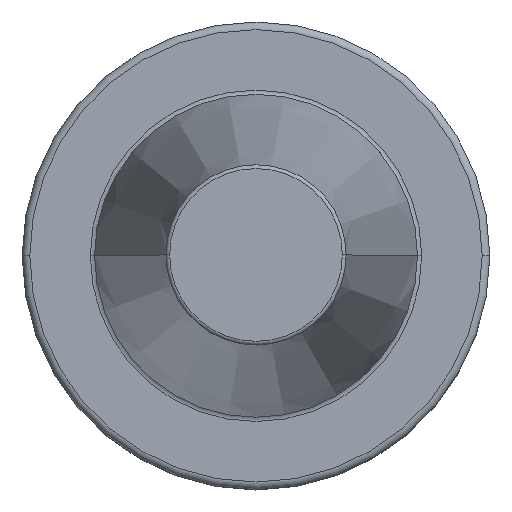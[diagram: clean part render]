
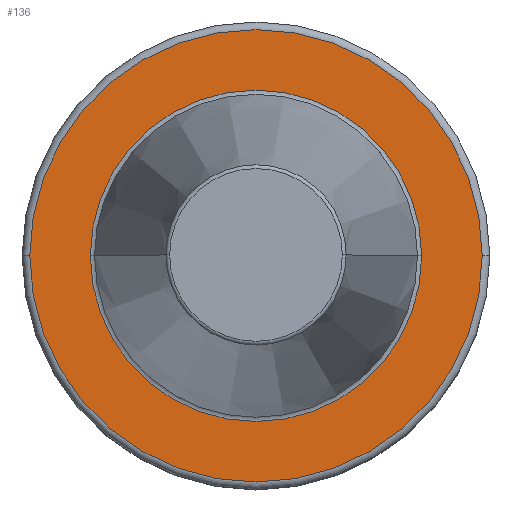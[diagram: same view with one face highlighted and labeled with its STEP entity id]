
A CAD part, top view. The second image highlights one B-rep face of the part: STEP entity #136.
In plain terms, the highlighted planar face has unit normal (0, 0, 1).
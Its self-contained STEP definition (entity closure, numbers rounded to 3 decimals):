
#39=FACE_BOUND('',#227,.T.);
#40=FACE_BOUND('',#228,.T.);
#44=PLANE('',#678);
#136=ADVANCED_FACE('',(#39,#40),#44,.F.);
#227=EDGE_LOOP('',(#355,#356));
#228=EDGE_LOOP('',(#357,#358));
#355=ORIENTED_EDGE('',*,*,#501,.T.);
#356=ORIENTED_EDGE('',*,*,#441,.T.);
#357=ORIENTED_EDGE('',*,*,#502,.F.);
#358=ORIENTED_EDGE('',*,*,#458,.F.);
#397=VERTEX_POINT('',#938);
#398=VERTEX_POINT('',#939);
#409=VERTEX_POINT('',#971);
#410=VERTEX_POINT('',#973);
#441=EDGE_CURVE('',#397,#398,#517,.T.);
#458=EDGE_CURVE('',#409,#410,#528,.T.);
#501=EDGE_CURVE('',#398,#397,#557,.T.);
#502=EDGE_CURVE('',#410,#409,#558,.T.);
#517=CIRCLE('',#609,22.24);
#528=CIRCLE('',#625,16.291);
#557=CIRCLE('',#676,22.24);
#558=CIRCLE('',#677,16.291);
#609=AXIS2_PLACEMENT_3D('',#937,#725,#726);
#625=AXIS2_PLACEMENT_3D('',#972,#763,#764);
#676=AXIS2_PLACEMENT_3D('',#1058,#879,#880);
#677=AXIS2_PLACEMENT_3D('',#1059,#881,#882);
#678=AXIS2_PLACEMENT_3D('',#1060,#883,#884);
#725=DIRECTION('',(0.,0.,1.));
#726=DIRECTION('',(-1.,0.,0.));
#763=DIRECTION('',(0.,0.,1.));
#764=DIRECTION('',(1.,0.,0.));
#879=DIRECTION('',(0.,0.,1.));
#880=DIRECTION('',(-1.,0.,0.));
#881=DIRECTION('',(0.,0.,1.));
#882=DIRECTION('',(1.,0.,0.));
#883=DIRECTION('',(0.,0.,-1.));
#884=DIRECTION('',(1.,0.,0.));
#937=CARTESIAN_POINT('',(0.,0.,-2.));
#938=CARTESIAN_POINT('',(22.24,0.,-2.));
#939=CARTESIAN_POINT('',(-22.24,0.,-2.));
#971=CARTESIAN_POINT('',(-16.291,0.,-2.));
#972=CARTESIAN_POINT('',(0.,0.,-2.));
#973=CARTESIAN_POINT('',(16.291,0.,-2.));
#1058=CARTESIAN_POINT('',(0.,0.,-2.));
#1059=CARTESIAN_POINT('',(0.,0.,-2.));
#1060=CARTESIAN_POINT('',(0.,16.291,-2.));
